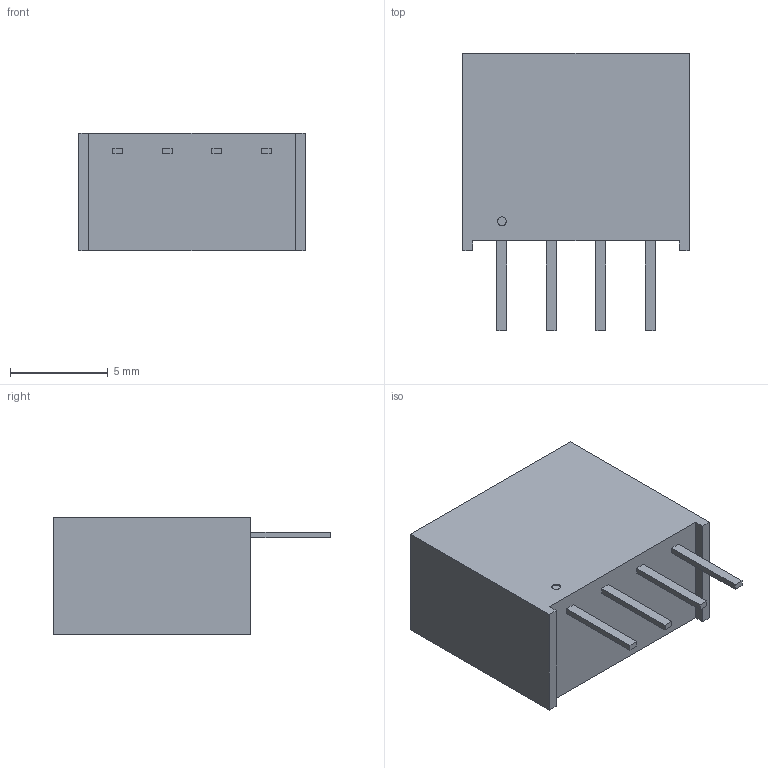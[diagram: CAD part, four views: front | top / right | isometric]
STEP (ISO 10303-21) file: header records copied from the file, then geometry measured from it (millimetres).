
FILE_DESCRIPTION (( 'STEP AP214' ), '1' );
FILE_NAME ('CUI_PDS1-S12-S15-S.step', '2017-08-13T04:37:30', ( '' ), ( '' ), 'SwSTEP 2.0', 'SolidWorks 2017', '' );
FILE_SCHEMA (( 'AUTOMOTIVE_DESIGN' ));
Length unit declared in the file: millimetre
Products named in the file (1): CUI_PDS1-S12-S15-S
Bounding box: 11.6 x 14.2 x 6 mm (x, y, z)
Volume: 673.9 mm3; surface area: 519.9 mm2
Topology: 2 solids, 2 shells, 34 faces, 78 edges, 52 vertices
Faces by surface type: plane 32, cylinder 2
Entity records: 1099 total; most frequent: CARTESIAN_POINT 165, ORIENTED_EDGE 156, DIRECTION 152, EDGE_CURVE 78, VECTOR 74, LINE 74, VERTEX_POINT 52, AXIS2_PLACEMENT_3D 39
